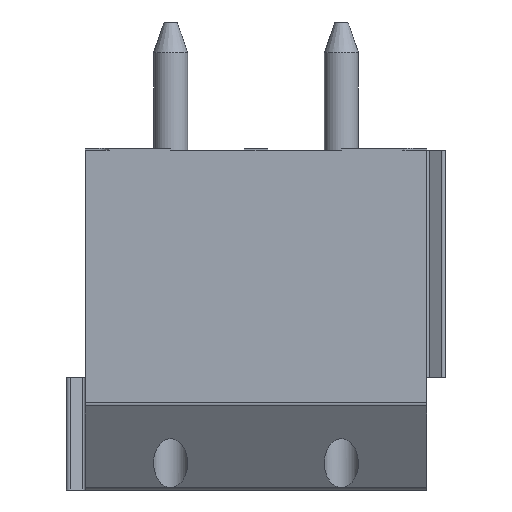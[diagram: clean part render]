
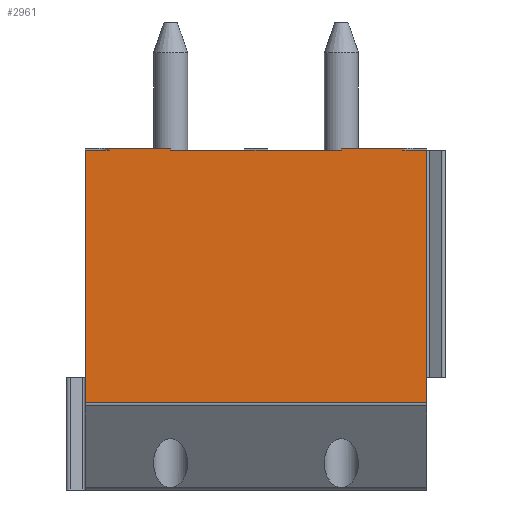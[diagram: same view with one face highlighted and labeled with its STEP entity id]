
A CAD part, front view. The second image highlights one B-rep face of the part: STEP entity #2961.
In plain terms, the highlighted planar face has unit normal (0, -1, 0).
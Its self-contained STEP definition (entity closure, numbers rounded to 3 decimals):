
#25=DIRECTION('',(0.,0.,-1.));
#26=VECTOR('',#25,7.403);
#27=CARTESIAN_POINT('',(0.,0.,0.));
#28=LINE('',#27,#26);
#400=DIRECTION('',(0.,0.,1.));
#401=VECTOR('',#400,0.05);
#402=CARTESIAN_POINT('',(9.3,0.,0.));
#403=LINE('',#402,#401);
#404=DIRECTION('',(1.,0.,0.));
#405=VECTOR('',#404,0.7);
#406=CARTESIAN_POINT('',(0.,0.,0.));
#407=LINE('',#406,#405);
#408=DIRECTION('',(0.,0.,1.));
#409=VECTOR('',#408,0.05);
#410=CARTESIAN_POINT('',(0.7,0.,0.));
#411=LINE('',#410,#409);
#412=DIRECTION('',(1.,0.,0.));
#413=VECTOR('',#412,5.);
#414=CARTESIAN_POINT('',(2.5,0.,0.));
#415=LINE('',#414,#413);
#416=DIRECTION('',(0.,0.,1.));
#417=VECTOR('',#416,0.05);
#418=CARTESIAN_POINT('',(7.5,0.,0.));
#419=LINE('',#418,#417);
#420=DIRECTION('',(1.,0.,0.));
#421=VECTOR('',#420,0.7);
#422=CARTESIAN_POINT('',(9.3,0.,0.));
#423=LINE('',#422,#421);
#424=DIRECTION('',(-1.,0.,0.));
#425=VECTOR('',#424,10.);
#426=CARTESIAN_POINT('',(10.,0.,-7.403));
#427=LINE('',#426,#425);
#440=DIRECTION('',(1.,0.,0.));
#441=VECTOR('',#440,1.8);
#442=CARTESIAN_POINT('',(7.5,0.,0.05));
#443=LINE('',#442,#441);
#507=DIRECTION('',(1.,0.,0.));
#508=VECTOR('',#507,1.8);
#509=CARTESIAN_POINT('',(0.7,0.,0.05));
#510=LINE('',#509,#508);
#621=DIRECTION('',(0.,0.,-1.));
#622=VECTOR('',#621,7.403);
#623=CARTESIAN_POINT('',(10.,0.,0.));
#624=LINE('',#623,#622);
#1981=DIRECTION('',(0.,0.,1.));
#1982=VECTOR('',#1981,0.05);
#1983=CARTESIAN_POINT('',(2.5,0.,0.));
#1984=LINE('',#1983,#1982);
#2233=CARTESIAN_POINT('',(0.,0.,-7.403));
#2235=VERTEX_POINT('',#2233);
#2236=CARTESIAN_POINT('',(10.,0.,-7.403));
#2237=VERTEX_POINT('',#2236);
#2240=CARTESIAN_POINT('',(0.,0.,0.));
#2241=VERTEX_POINT('',#2240);
#2242=CARTESIAN_POINT('',(10.,0.,0.));
#2243=VERTEX_POINT('',#2242);
#2529=CARTESIAN_POINT('',(7.5,0.,0.05));
#2530=CARTESIAN_POINT('',(9.3,0.,0.05));
#2531=VERTEX_POINT('',#2529);
#2532=VERTEX_POINT('',#2530);
#2559=CARTESIAN_POINT('',(2.5,0.,0.05));
#2561=VERTEX_POINT('',#2559);
#2579=CARTESIAN_POINT('',(0.7,0.,0.05));
#2580=VERTEX_POINT('',#2579);
#2581=CARTESIAN_POINT('',(9.3,0.,0.));
#2583=VERTEX_POINT('',#2581);
#2599=CARTESIAN_POINT('',(7.5,0.,0.));
#2600=VERTEX_POINT('',#2599);
#2609=CARTESIAN_POINT('',(2.5,0.,0.));
#2611=VERTEX_POINT('',#2609);
#2627=CARTESIAN_POINT('',(0.7,0.,0.));
#2628=VERTEX_POINT('',#2627);
#2935=CARTESIAN_POINT('',(0.,0.,0.));
#2936=DIRECTION('',(0.,-1.,0.));
#2937=DIRECTION('',(0.,0.,-1.));
#2938=AXIS2_PLACEMENT_3D('',#2935,#2936,#2937);
#2939=PLANE('',#2938);
#2940=ORIENTED_EDGE('',*,*,#2899,.T.);
#2942=ORIENTED_EDGE('',*,*,#2941,.T.);
#2944=ORIENTED_EDGE('',*,*,#2943,.T.);
#2946=ORIENTED_EDGE('',*,*,#2945,.F.);
#2947=ORIENTED_EDGE('',*,*,#2827,.T.);
#2949=ORIENTED_EDGE('',*,*,#2948,.T.);
#2951=ORIENTED_EDGE('',*,*,#2950,.T.);
#2952=ORIENTED_EDGE('',*,*,#2926,.F.);
#2953=ORIENTED_EDGE('',*,*,#2807,.T.);
#2955=ORIENTED_EDGE('',*,*,#2954,.T.);
#2957=ORIENTED_EDGE('',*,*,#2956,.T.);
#2958=ORIENTED_EDGE('',*,*,#2682,.F.);
#2959=EDGE_LOOP('',(#2940,#2942,#2944,#2946,#2947,#2949,#2951,#2952,#2953,#2955,
#2957,#2958));
#2960=FACE_OUTER_BOUND('',#2959,.F.);
#2961=ADVANCED_FACE('',(#2960),#2939,.T.);
#2682=EDGE_CURVE('',#2241,#2235,#28,.T.);
#2807=EDGE_CURVE('',#2583,#2243,#423,.T.);
#2827=EDGE_CURVE('',#2611,#2600,#415,.T.);
#2899=EDGE_CURVE('',#2241,#2628,#407,.T.);
#2926=EDGE_CURVE('',#2583,#2532,#403,.T.);
#2941=EDGE_CURVE('',#2628,#2580,#411,.T.);
#2943=EDGE_CURVE('',#2580,#2561,#510,.T.);
#2945=EDGE_CURVE('',#2611,#2561,#1984,.T.);
#2948=EDGE_CURVE('',#2600,#2531,#419,.T.);
#2950=EDGE_CURVE('',#2531,#2532,#443,.T.);
#2954=EDGE_CURVE('',#2243,#2237,#624,.T.);
#2956=EDGE_CURVE('',#2237,#2235,#427,.T.);
